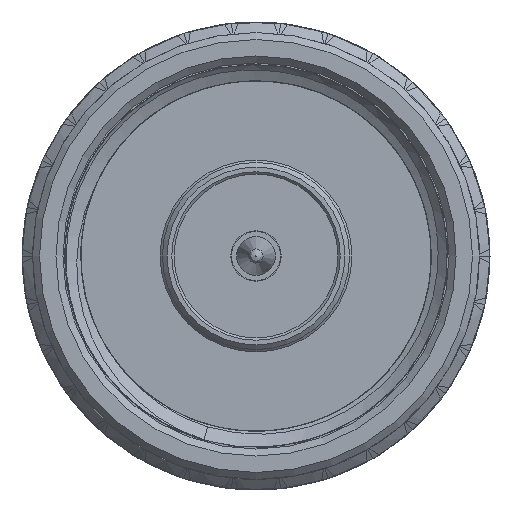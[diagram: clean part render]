
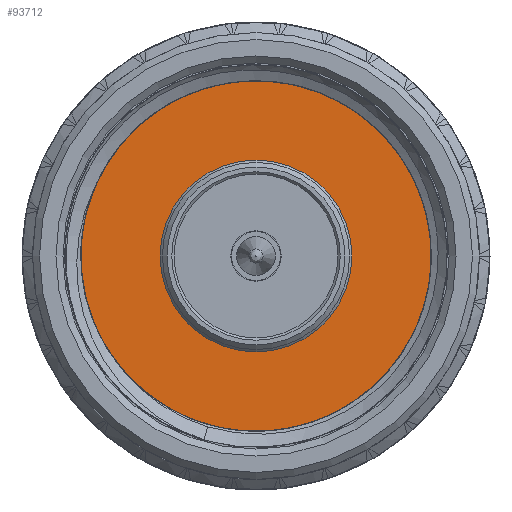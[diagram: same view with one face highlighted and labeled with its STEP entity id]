
A CAD part, front view. The second image highlights one B-rep face of the part: STEP entity #93712.
In plain terms, the highlighted planar face has unit normal (0, -1, 0).
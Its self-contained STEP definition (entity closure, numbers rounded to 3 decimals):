
#12595=PLANE('',#98662);
#13494=ORIENTED_EDGE('',*,*,#32865,.F.);
#13495=ORIENTED_EDGE('',*,*,#32867,.T.);
#32865=EDGE_CURVE('',#42552,#42552,#47509,.T.);
#32867=EDGE_CURVE('',#42554,#42554,#47511,.T.);
#42552=VERTEX_POINT('',#104388);
#42554=VERTEX_POINT('',#104393);
#47509=CIRCLE('',#98660,4.1);
#47511=CIRCLE('',#98663,8.19);
#47984=EDGE_LOOP('',(#13494));
#47985=EDGE_LOOP('',(#13495));
#53094=FACE_BOUND('',#47984,.T.);
#53095=FACE_BOUND('',#47985,.T.);
#93712=ADVANCED_FACE('',(#53094,#53095),#12595,.T.);
#98660=AXIS2_PLACEMENT_3D('',#104387,#100481,#100482);
#98662=AXIS2_PLACEMENT_3D('',#104391,#100485,#100486);
#98663=AXIS2_PLACEMENT_3D('',#104392,#100487,#100488);
#100481=DIRECTION('',(0.,-1.,0.));
#100482=DIRECTION('',(-1.,0.,0.));
#100485=DIRECTION('',(0.,-1.,0.));
#100486=DIRECTION('',(0.,0.,1.));
#100487=DIRECTION('',(0.,-1.,0.));
#100488=DIRECTION('',(1.,0.,0.));
#104387=CARTESIAN_POINT('',(0.,-142.398,0.));
#104388=CARTESIAN_POINT('',(-4.1,-142.398,0.));
#104391=CARTESIAN_POINT('',(0.,-142.398,0.));
#104392=CARTESIAN_POINT('',(0.,-142.398,0.));
#104393=CARTESIAN_POINT('',(8.19,-142.398,0.));
